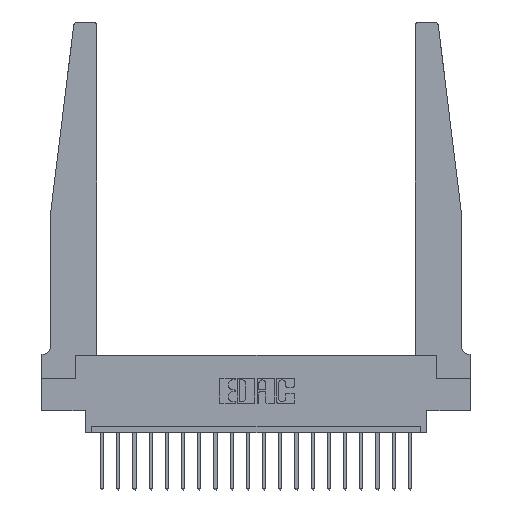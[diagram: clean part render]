
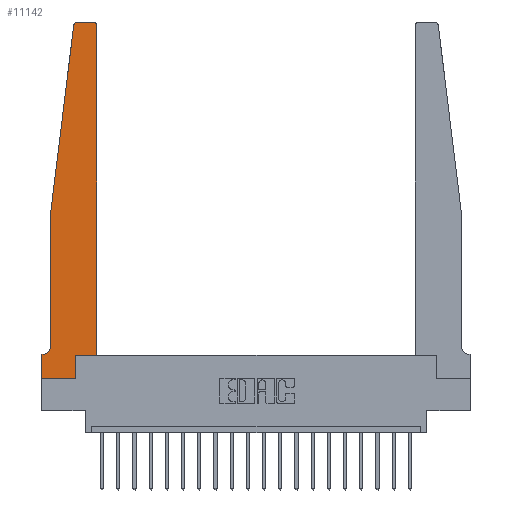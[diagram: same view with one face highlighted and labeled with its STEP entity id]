
A CAD part, top view. The second image highlights one B-rep face of the part: STEP entity #11142.
In plain terms, the highlighted planar face has unit normal (0, 0, 1).
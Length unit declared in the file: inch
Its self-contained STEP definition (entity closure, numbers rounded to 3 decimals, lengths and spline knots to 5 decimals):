
#62 = LINE ( 'NONE', #15782, #12203 ) ;
#880 = CARTESIAN_POINT ( 'NONE',  ( 0.2605, 0., 0.37 ) ) ;
#906 = ORIENTED_EDGE ( 'NONE', *, *, #14061, .T. ) ;
#945 = DIRECTION ( 'NONE',  ( 1., 0., 0. ) ) ;
#1488 = VECTOR ( 'NONE', #2658, 39.37008 ) ;
#1640 = CARTESIAN_POINT ( 'NONE',  ( 0., 0., 0.37 ) ) ;
#2208 = CARTESIAN_POINT ( 'NONE',  ( 0., 0.1875, 0.37 ) ) ;
#2249 = VERTEX_POINT ( 'NONE', #13021 ) ;
#2392 = EDGE_CURVE ( 'NONE', #11399, #7179, #18244, .T. ) ;
#2597 = CARTESIAN_POINT ( 'NONE',  ( 0.425, 2.72, 0.37 ) ) ;
#2610 = VECTOR ( 'NONE', #9815, 39.37008 ) ;
#2658 = DIRECTION ( 'NONE',  ( 0., -1., 0. ) ) ;
#2753 = CARTESIAN_POINT ( 'NONE',  ( 0.065, 1.25, 0.37 ) ) ;
#3449 = LINE ( 'NONE', #6434, #8314 ) ;
#3654 = AXIS2_PLACEMENT_3D ( 'NONE', #18216, #8908, #945 ) ;
#3668 = DIRECTION ( 'NONE',  ( -1., 0., 0. ) ) ;
#4590 = CARTESIAN_POINT ( 'NONE',  ( 0.425, 0.18, 0.37 ) ) ;
#4855 = AXIS2_PLACEMENT_3D ( 'NONE', #15972, #12833, #19339 ) ;
#4901 = CARTESIAN_POINT ( 'NONE',  ( 0.2605, 0.18, 0.37 ) ) ;
#4998 = CIRCLE ( 'NONE', #3654, 0.03 ) ;
#5190 = VERTEX_POINT ( 'NONE', #880 ) ;
#5211 = VERTEX_POINT ( 'NONE', #13668 ) ;
#5329 = ORIENTED_EDGE ( 'NONE', *, *, #8633, .T. ) ;
#5568 = CARTESIAN_POINT ( 'NONE',  ( 0.25, 2.75, 0.37 ) ) ;
#6119 = EDGE_CURVE ( 'NONE', #7179, #12045, #15256, .T. ) ;
#6284 = AXIS2_PLACEMENT_3D ( 'NONE', #20193, #10452, #10872 ) ;
#6434 = CARTESIAN_POINT ( 'NONE',  ( 0.065, 0.1875, 0.37 ) ) ;
#6601 = EDGE_CURVE ( 'NONE', #5211, #7527, #4998, .T. ) ;
#6662 = DIRECTION ( 'NONE',  ( 1., 0., 0. ) ) ;
#6705 = CIRCLE ( 'NONE', #14677, 0.05 ) ;
#6786 = ORIENTED_EDGE ( 'NONE', *, *, #9373, .T. ) ;
#6903 = VECTOR ( 'NONE', #13546, 39.37008 ) ;
#6922 = CARTESIAN_POINT ( 'NONE',  ( 0.395, 2.75, 0.37 ) ) ;
#6963 = ORIENTED_EDGE ( 'NONE', *, *, #16636, .T. ) ;
#7179 = VERTEX_POINT ( 'NONE', #2597 ) ;
#7183 = ORIENTED_EDGE ( 'NONE', *, *, #13908, .T. ) ;
#7231 = ORIENTED_EDGE ( 'NONE', *, *, #16951, .T. ) ;
#7356 = EDGE_LOOP ( 'NONE', ( #6963, #18911, #906, #6786, #7183, #7649, #5329, #7231, #18558, #19502, #10603, #18078 ) ) ;
#7387 = DIRECTION ( 'NONE',  ( 0., 0., -1. ) ) ;
#7527 = VERTEX_POINT ( 'NONE', #8748 ) ;
#7649 = ORIENTED_EDGE ( 'NONE', *, *, #20612, .T. ) ;
#7671 = DIRECTION ( 'NONE',  ( -1., 0., 0. ) ) ;
#7852 = VECTOR ( 'NONE', #3668, 39.37008 ) ;
#8314 = VECTOR ( 'NONE', #7671, 39.37008 ) ;
#8633 = EDGE_CURVE ( 'NONE', #20375, #9757, #17653, .T. ) ;
#8748 = CARTESIAN_POINT ( 'NONE',  ( 0.24675, 2.72367, 0.37 ) ) ;
#8908 = DIRECTION ( 'NONE',  ( 0., 0., 1. ) ) ;
#8953 = CARTESIAN_POINT ( 'NONE',  ( 0.2605, 0.18, 0.37 ) ) ;
#9153 = DIRECTION ( 'NONE',  ( -0.122, -0.992, 0. ) ) ;
#9163 = LINE ( 'NONE', #8953, #6903 ) ;
#9373 = EDGE_CURVE ( 'NONE', #2249, #18328, #20146, .T. ) ;
#9757 = VERTEX_POINT ( 'NONE', #10587 ) ;
#9815 = DIRECTION ( 'NONE',  ( 0., -1., 0. ) ) ;
#10452 = DIRECTION ( 'NONE',  ( 0., 0., 1. ) ) ;
#10587 = CARTESIAN_POINT ( 'NONE',  ( 0., 0., 0.37 ) ) ;
#10603 = ORIENTED_EDGE ( 'NONE', *, *, #2392, .T. ) ;
#10626 = VECTOR ( 'NONE', #6662, 39.37008 ) ;
#10872 = DIRECTION ( 'NONE',  ( 1., 0., 0. ) ) ;
#11049 = VERTEX_POINT ( 'NONE', #4901 ) ;
#11142 = ADVANCED_FACE ( 'NONE', ( #16176 ), #12741, .T. ) ;
#11399 = VERTEX_POINT ( 'NONE', #14070 ) ;
#11968 = CARTESIAN_POINT ( 'NONE',  ( 0.425, 0.18, 0.37 ) ) ;
#12045 = VERTEX_POINT ( 'NONE', #6922 ) ;
#12203 = VECTOR ( 'NONE', #12653, 39.37008 ) ;
#12653 = DIRECTION ( 'NONE',  ( 1., 0., 0. ) ) ;
#12741 = PLANE ( 'NONE',  #4855 ) ;
#12833 = DIRECTION ( 'NONE',  ( 0., 0., 1. ) ) ;
#13021 = CARTESIAN_POINT ( 'NONE',  ( 0.065, 1.25, 0.37 ) ) ;
#13546 = DIRECTION ( 'NONE',  ( 0., 1., 0. ) ) ;
#13668 = CARTESIAN_POINT ( 'NONE',  ( 0.27653, 2.75, 0.37 ) ) ;
#13908 = EDGE_CURVE ( 'NONE', #18328, #20081, #6705, .T. ) ;
#14061 = EDGE_CURVE ( 'NONE', #7527, #2249, #18780, .T. ) ;
#14070 = CARTESIAN_POINT ( 'NONE',  ( 0.425, 0.18, 0.37 ) ) ;
#14677 = AXIS2_PLACEMENT_3D ( 'NONE', #16876, #7387, #15090 ) ;
#15054 = LINE ( 'NONE', #5568, #7852 ) ;
#15090 = DIRECTION ( 'NONE',  ( -1., 0., 0. ) ) ;
#15256 = CIRCLE ( 'NONE', #6284, 0.03 ) ;
#15782 = CARTESIAN_POINT ( 'NONE',  ( 0., 0., 0.37 ) ) ;
#15972 = CARTESIAN_POINT ( 'NONE',  ( 0., 0.1875, 0.37 ) ) ;
#16176 = FACE_OUTER_BOUND ( 'NONE', #7356, .T. ) ;
#16244 = LINE ( 'NONE', #4590, #10626 ) ;
#16636 = EDGE_CURVE ( 'NONE', #12045, #5211, #15054, .T. ) ;
#16876 = CARTESIAN_POINT ( 'NONE',  ( 0.015, 0.2375, 0.37 ) ) ;
#16951 = EDGE_CURVE ( 'NONE', #9757, #5190, #62, .T. ) ;
#17161 = DIRECTION ( 'NONE',  ( 0., 1., 0. ) ) ;
#17446 = EDGE_CURVE ( 'NONE', #5190, #11049, #9163, .T. ) ;
#17653 = LINE ( 'NONE', #1640, #2610 ) ;
#17785 = CARTESIAN_POINT ( 'NONE',  ( 0.065, 0.2375, 0.37 ) ) ;
#18078 = ORIENTED_EDGE ( 'NONE', *, *, #6119, .T. ) ;
#18216 = CARTESIAN_POINT ( 'NONE',  ( 0.27653, 2.72, 0.37 ) ) ;
#18244 = LINE ( 'NONE', #11968, #19957 ) ;
#18328 = VERTEX_POINT ( 'NONE', #17785 ) ;
#18460 = CARTESIAN_POINT ( 'NONE',  ( 0.065, 1.25, 0.37 ) ) ;
#18558 = ORIENTED_EDGE ( 'NONE', *, *, #17446, .T. ) ;
#18780 = LINE ( 'NONE', #2753, #19564 ) ;
#18808 = CARTESIAN_POINT ( 'NONE',  ( 0.015, 0.1875, 0.37 ) ) ;
#18911 = ORIENTED_EDGE ( 'NONE', *, *, #6601, .T. ) ;
#19339 = DIRECTION ( 'NONE',  ( 1., 0., 0. ) ) ;
#19502 = ORIENTED_EDGE ( 'NONE', *, *, #20234, .T. ) ;
#19564 = VECTOR ( 'NONE', #9153, 39.37008 ) ;
#19957 = VECTOR ( 'NONE', #17161, 39.37008 ) ;
#20081 = VERTEX_POINT ( 'NONE', #18808 ) ;
#20146 = LINE ( 'NONE', #18460, #1488 ) ;
#20193 = CARTESIAN_POINT ( 'NONE',  ( 0.395, 2.72, 0.37 ) ) ;
#20234 = EDGE_CURVE ( 'NONE', #11049, #11399, #16244, .T. ) ;
#20375 = VERTEX_POINT ( 'NONE', #2208 ) ;
#20612 = EDGE_CURVE ( 'NONE', #20081, #20375, #3449, .T. ) ;
